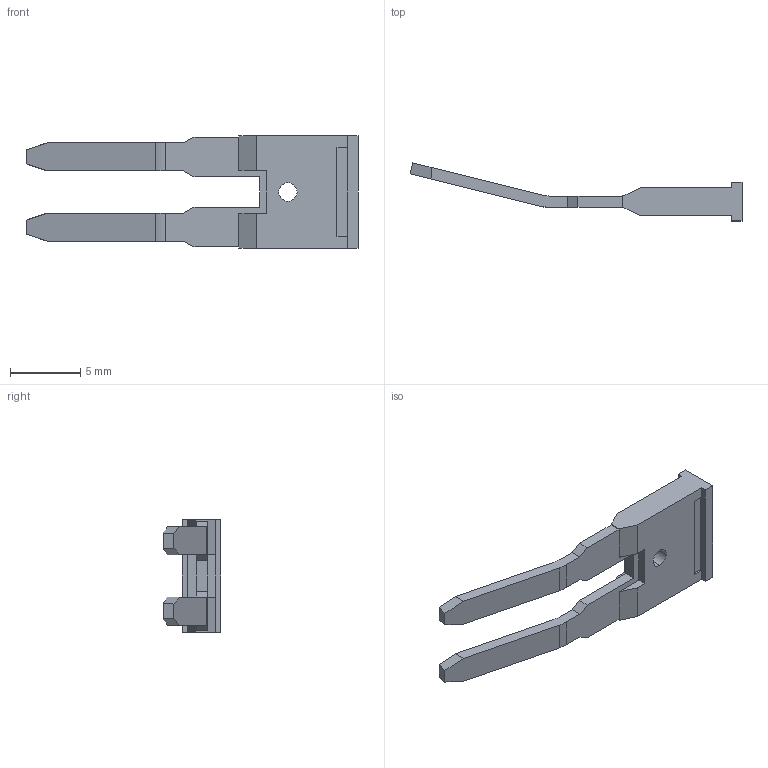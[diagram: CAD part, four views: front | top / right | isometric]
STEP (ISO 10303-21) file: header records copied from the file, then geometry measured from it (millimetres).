
FILE_DESCRIPTION (( 'STEP AP214' ), '1' );
FILE_NAME ('KN-2JCC12.step', '2015-05-04T11:21:47', ( '' ), ( '' ), 'SwSTEP 2.0', 'SolidWorks 2014', '' );
FILE_SCHEMA (( 'AUTOMOTIVE_DESIGN' ));
Length unit declared in the file: millimetre
Products named in the file (1): KN-2JCC12
Bounding box: 23.69 x 4.14 x 8 mm (x, y, z)
Volume: 176.1 mm3; surface area: 396.8 mm2
Topology: 1 solids, 1 shells, 60 faces, 170 edges, 112 vertices
Faces by surface type: plane 54, cylinder 6
Entity records: 2425 total; most frequent: CARTESIAN_POINT 343, ORIENTED_EDGE 340, DIRECTION 304, EDGE_CURVE 170, VECTOR 158, LINE 158, VERTEX_POINT 112, AXIS2_PLACEMENT_3D 73
